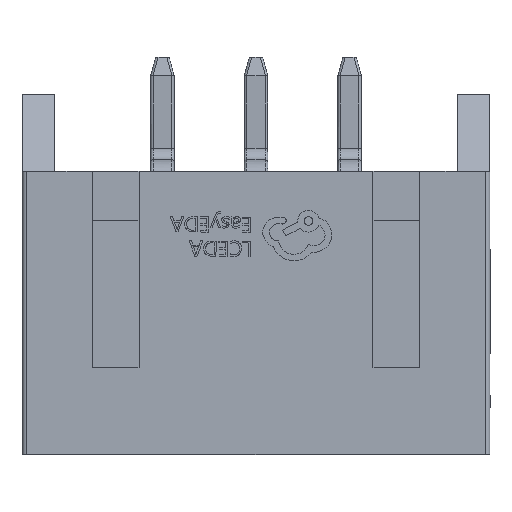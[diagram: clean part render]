
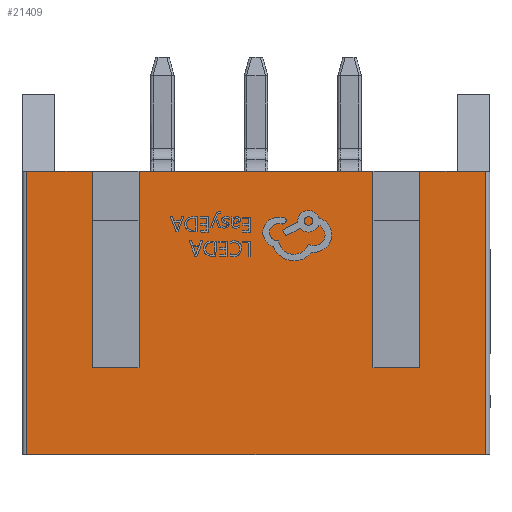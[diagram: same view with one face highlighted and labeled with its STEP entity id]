
A CAD part, top view. The second image highlights one B-rep face of the part: STEP entity #21409.
In plain terms, the highlighted planar face has unit normal (0, 0, 1).
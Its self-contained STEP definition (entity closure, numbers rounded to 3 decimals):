
#109 = CARTESIAN_POINT ( 'NONE',  ( -6.9, 4.4, 5.5 ) ) ;
#145 = CARTESIAN_POINT ( 'NONE',  ( 0.5, 0.2, 5.5 ) ) ;
#943 = LINE ( 'NONE', #26201, #22927 ) ;
#1080 = CARTESIAN_POINT ( 'NONE',  ( -6.9, -1.65, 5.5 ) ) ;
#1185 = VECTOR ( 'NONE', #5797, 1000. ) ;
#1764 = DIRECTION ( 'NONE',  ( 1., 0., 0. ) ) ;
#1809 = CARTESIAN_POINT ( 'NONE',  ( -7., 4.4, 5.5 ) ) ;
#1851 = VECTOR ( 'NONE', #7171, 1000. ) ;
#1995 = VECTOR ( 'NONE', #9270, 1000. ) ;
#2446 = VERTEX_POINT ( 'NONE', #20681 ) ;
#2556 = VECTOR ( 'NONE', #1764, 1000. ) ;
#2734 = VECTOR ( 'NONE', #17276, 1000. ) ;
#2827 = ORIENTED_EDGE ( 'NONE', *, *, #21068, .T. ) ;
#3514 = CARTESIAN_POINT ( 'NONE',  ( -7., 4.4, 5.5 ) ) ;
#4722 = LINE ( 'NONE', #18660, #28703 ) ;
#4867 = EDGE_CURVE ( 'NONE', #10930, #12339, #4722, .T. ) ;
#5112 = CARTESIAN_POINT ( 'NONE',  ( 0.5, 4.4, 5.5 ) ) ;
#5797 = DIRECTION ( 'NONE',  ( -1., 0., 0. ) ) ;
#5998 = EDGE_CURVE ( 'NONE', #20286, #10930, #22636, .T. ) ;
#6103 = CARTESIAN_POINT ( 'NONE',  ( 1.5, 0.2, 5.5 ) ) ;
#6313 = VERTEX_POINT ( 'NONE', #5112 ) ;
#6971 = EDGE_CURVE ( 'NONE', #6313, #12339, #26084, .T. ) ;
#7171 = DIRECTION ( 'NONE',  ( 0., 1., 0. ) ) ;
#7344 = AXIS2_PLACEMENT_3D ( 'NONE', #23276, #27962, #20856 ) ;
#7712 = EDGE_CURVE ( 'NONE', #12567, #23932, #16792, .T. ) ;
#8801 = VERTEX_POINT ( 'NONE', #18522 ) ;
#9032 = ORIENTED_EDGE ( 'NONE', *, *, #6971, .T. ) ;
#9270 = DIRECTION ( 'NONE',  ( 0., 1., 0. ) ) ;
#9381 = PLANE ( 'NONE',  #7344 ) ;
#9703 = EDGE_CURVE ( 'NONE', #26916, #10817, #18205, .T. ) ;
#9764 = CARTESIAN_POINT ( 'NONE',  ( 2.9, 4.4, 5.5 ) ) ;
#10571 = EDGE_CURVE ( 'NONE', #25659, #12567, #12471, .T. ) ;
#10777 = ORIENTED_EDGE ( 'NONE', *, *, #9703, .F. ) ;
#10817 = VERTEX_POINT ( 'NONE', #11029 ) ;
#10930 = VERTEX_POINT ( 'NONE', #15404 ) ;
#11029 = CARTESIAN_POINT ( 'NONE',  ( 1.5, 4.4, 5.5 ) ) ;
#11330 = DIRECTION ( 'NONE',  ( -1., 0., 0. ) ) ;
#11765 = CARTESIAN_POINT ( 'NONE',  ( -7., -1.65, 5.5 ) ) ;
#12339 = VERTEX_POINT ( 'NONE', #14804 ) ;
#12471 = LINE ( 'NONE', #1080, #18430 ) ;
#12567 = VERTEX_POINT ( 'NONE', #17356 ) ;
#14012 = ORIENTED_EDGE ( 'NONE', *, *, #15429, .T. ) ;
#14360 = LINE ( 'NONE', #9764, #21916 ) ;
#14661 = ORIENTED_EDGE ( 'NONE', *, *, #28942, .T. ) ;
#14804 = CARTESIAN_POINT ( 'NONE',  ( -4.5, 4.4, 5.5 ) ) ;
#15404 = CARTESIAN_POINT ( 'NONE',  ( -4.5, 0.2, 5.5 ) ) ;
#15429 = EDGE_CURVE ( 'NONE', #23932, #17595, #14360, .T. ) ;
#15837 = DIRECTION ( 'NONE',  ( 0., 1., 0. ) ) ;
#16156 = CARTESIAN_POINT ( 'NONE',  ( -5.5, 0.2, 5.5 ) ) ;
#16792 = LINE ( 'NONE', #11765, #25075 ) ;
#17071 = ORIENTED_EDGE ( 'NONE', *, *, #27015, .T. ) ;
#17082 = DIRECTION ( 'NONE',  ( -1., 0., 0. ) ) ;
#17276 = DIRECTION ( 'NONE',  ( 1., 0., 0. ) ) ;
#17333 = ORIENTED_EDGE ( 'NONE', *, *, #10571, .T. ) ;
#17356 = CARTESIAN_POINT ( 'NONE',  ( -6.9, -1.65, 5.5 ) ) ;
#17595 = VERTEX_POINT ( 'NONE', #20536 ) ;
#18192 = VECTOR ( 'NONE', #11330, 1000. ) ;
#18205 = LINE ( 'NONE', #25631, #1851 ) ;
#18230 = EDGE_LOOP ( 'NONE', ( #24892, #14012, #14661, #10777, #29914, #20995, #9032, #27477, #20166, #17071, #2827, #17333 ) ) ;
#18430 = VECTOR ( 'NONE', #21801, 1000. ) ;
#18439 = LINE ( 'NONE', #145, #19580 ) ;
#18467 = LINE ( 'NONE', #16156, #1995 ) ;
#18522 = CARTESIAN_POINT ( 'NONE',  ( 0.5, 0.2, 5.5 ) ) ;
#18660 = CARTESIAN_POINT ( 'NONE',  ( -4.5, 0.2, 5.5 ) ) ;
#19580 = VECTOR ( 'NONE', #15837, 1000. ) ;
#20166 = ORIENTED_EDGE ( 'NONE', *, *, #5998, .F. ) ;
#20286 = VERTEX_POINT ( 'NONE', #24929 ) ;
#20536 = CARTESIAN_POINT ( 'NONE',  ( 2.9, 4.4, 5.5 ) ) ;
#20681 = CARTESIAN_POINT ( 'NONE',  ( -5.5, 4.4, 5.5 ) ) ;
#20809 = DIRECTION ( 'NONE',  ( 1., 0., 0. ) ) ;
#20856 = DIRECTION ( 'NONE',  ( 1., 0., 0. ) ) ;
#20995 = ORIENTED_EDGE ( 'NONE', *, *, #27900, .T. ) ;
#21005 = FACE_OUTER_BOUND ( 'NONE', #18230, .T. ) ;
#21068 = EDGE_CURVE ( 'NONE', #2446, #25659, #943, .T. ) ;
#21409 = ADVANCED_FACE ( 'NONE', ( #21005 ), #9381, .T. ) ;
#21572 = DIRECTION ( 'NONE',  ( 0., 1., 0. ) ) ;
#21801 = DIRECTION ( 'NONE',  ( 0., -1., 0. ) ) ;
#21916 = VECTOR ( 'NONE', #21572, 1000. ) ;
#22636 = LINE ( 'NONE', #27315, #2556 ) ;
#22927 = VECTOR ( 'NONE', #17082, 1000. ) ;
#23276 = CARTESIAN_POINT ( 'NONE',  ( 0., 0., 5.5 ) ) ;
#23932 = VERTEX_POINT ( 'NONE', #24191 ) ;
#24191 = CARTESIAN_POINT ( 'NONE',  ( 2.9, -1.65, 5.5 ) ) ;
#24892 = ORIENTED_EDGE ( 'NONE', *, *, #7712, .T. ) ;
#24929 = CARTESIAN_POINT ( 'NONE',  ( -5.5, 0.2, 5.5 ) ) ;
#25075 = VECTOR ( 'NONE', #20809, 1000. ) ;
#25631 = CARTESIAN_POINT ( 'NONE',  ( 1.5, 0.2, 5.5 ) ) ;
#25640 = DIRECTION ( 'NONE',  ( 0., 1., 0. ) ) ;
#25659 = VERTEX_POINT ( 'NONE', #109 ) ;
#26084 = LINE ( 'NONE', #3514, #1185 ) ;
#26139 = EDGE_CURVE ( 'NONE', #8801, #26916, #29254, .T. ) ;
#26201 = CARTESIAN_POINT ( 'NONE',  ( -7., 4.4, 5.5 ) ) ;
#26916 = VERTEX_POINT ( 'NONE', #6103 ) ;
#27015 = EDGE_CURVE ( 'NONE', #20286, #2446, #18467, .T. ) ;
#27054 = LINE ( 'NONE', #1809, #18192 ) ;
#27315 = CARTESIAN_POINT ( 'NONE',  ( -5.5, 0.2, 5.5 ) ) ;
#27477 = ORIENTED_EDGE ( 'NONE', *, *, #4867, .F. ) ;
#27900 = EDGE_CURVE ( 'NONE', #8801, #6313, #18439, .T. ) ;
#27962 = DIRECTION ( 'NONE',  ( 0., 0., 1. ) ) ;
#28643 = CARTESIAN_POINT ( 'NONE',  ( 1.5, 0.2, 5.5 ) ) ;
#28703 = VECTOR ( 'NONE', #25640, 1000. ) ;
#28942 = EDGE_CURVE ( 'NONE', #17595, #10817, #27054, .T. ) ;
#29254 = LINE ( 'NONE', #28643, #2734 ) ;
#29914 = ORIENTED_EDGE ( 'NONE', *, *, #26139, .F. ) ;
